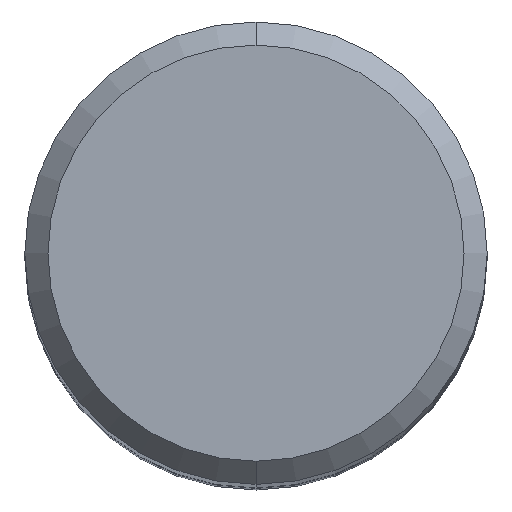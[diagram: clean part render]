
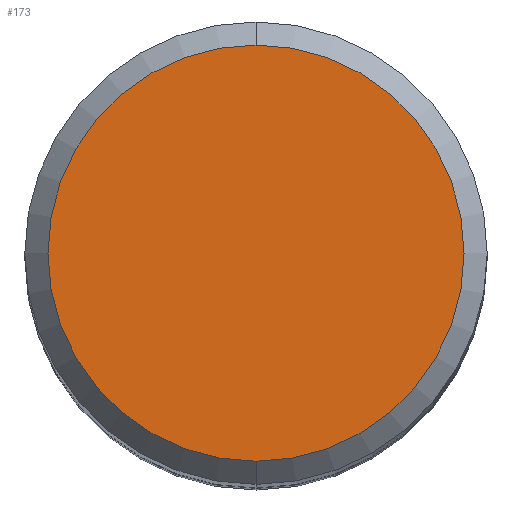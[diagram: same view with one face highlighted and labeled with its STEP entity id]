
A CAD part, top view. The second image highlights one B-rep face of the part: STEP entity #173.
In plain terms, the highlighted planar face has unit normal (0, 0, 1).
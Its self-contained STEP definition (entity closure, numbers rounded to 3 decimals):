
#173=ADVANCED_FACE('',(#472),#473,.T.);
#249=EDGE_CURVE('',#295,#279,#554,.T.);
#261=EDGE_CURVE('',#279,#295,#567,.T.);
#279=VERTEX_POINT('',#590);
#295=VERTEX_POINT('',#607);
#472=FACE_OUTER_BOUND('',#794,.T.);
#473=PLANE('',#795);
#554=CIRCLE('',#1016,4.5);
#567=CIRCLE('',#1043,4.5);
#590=CARTESIAN_POINT('',(0.,-4.5,0.0));
#607=CARTESIAN_POINT('',(0.0,4.5,0.0));
#794=EDGE_LOOP('',(#1449,#1450));
#795=AXIS2_PLACEMENT_3D('',#1451,#1452,#1453);
#1016=AXIS2_PLACEMENT_3D('',#1524,#1525,#1526);
#1043=AXIS2_PLACEMENT_3D('',#1539,#1540,#1541);
#1449=ORIENTED_EDGE('',*,*,#249,.F.);
#1450=ORIENTED_EDGE('',*,*,#261,.F.);
#1451=CARTESIAN_POINT('',(0.0,2.25,0.0));
#1452=DIRECTION('',(-0.0,0.0,1.0));
#1453=DIRECTION('',(0.0,-1.0,0.0));
#1524=CARTESIAN_POINT('',(0.0,0.0,0.0));
#1525=DIRECTION('',(0.0,0.0,-1.0));
#1526=DIRECTION('',(0.0,1.0,0.0));
#1539=CARTESIAN_POINT('',(0.0,0.0,0.0));
#1540=DIRECTION('',(0.0,0.0,-1.0));
#1541=DIRECTION('',(0.0,1.0,0.0));
